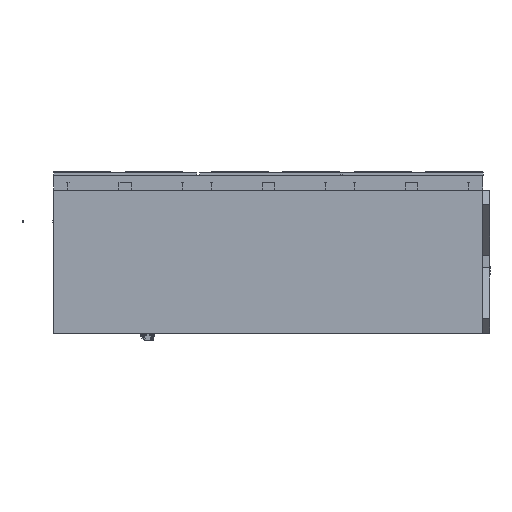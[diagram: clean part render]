
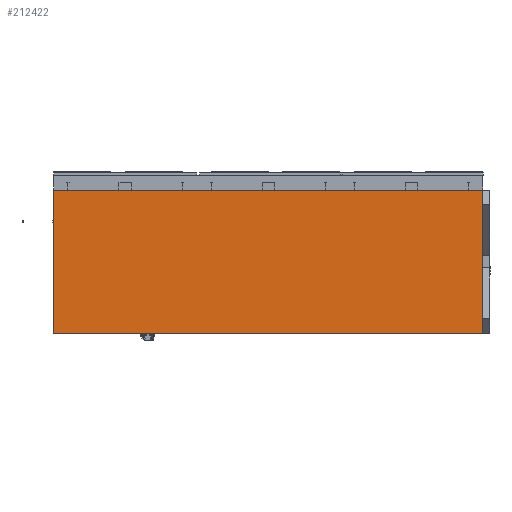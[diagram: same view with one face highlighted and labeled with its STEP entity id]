
A CAD part, front view. The second image highlights one B-rep face of the part: STEP entity #212422.
In plain terms, the highlighted free-form (B-spline) face has degree [1, 1] with [2, 2] control points.
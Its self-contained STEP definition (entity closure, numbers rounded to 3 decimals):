
#212302 = EDGE_CURVE('',#212303,#212305,#212307,.T.);
#212303 = VERTEX_POINT('',#212304);
#212304 = CARTESIAN_POINT('',(26.372,-5.802,0.));
#212305 = VERTEX_POINT('',#212306);
#212306 = CARTESIAN_POINT('',(-5.274,-5.802,0.));
#212307 = B_SPLINE_CURVE_WITH_KNOTS('',1,(#212308,#212309),
  .UNSPECIFIED.,.F.,.F.,(2,2),(0.,30.),.PIECEWISE_BEZIER_KNOTS.);
#212308 = CARTESIAN_POINT('',(26.372,-5.802,0.));
#212309 = CARTESIAN_POINT('',(-5.274,-5.802,0.));
#212338 = EDGE_CURVE('',#212339,#212303,#212341,.T.);
#212339 = VERTEX_POINT('',#212340);
#212340 = CARTESIAN_POINT('',(26.372,-5.802,
    10.549));
#212341 = B_SPLINE_CURVE_WITH_KNOTS('',1,(#212342,#212343),
  .UNSPECIFIED.,.F.,.F.,(2,2),(0.,10.),.PIECEWISE_BEZIER_KNOTS.);
#212342 = CARTESIAN_POINT('',(26.372,-5.802,
    10.549));
#212343 = CARTESIAN_POINT('',(26.372,-5.802,0.));
#212366 = EDGE_CURVE('',#212367,#212339,#212369,.T.);
#212367 = VERTEX_POINT('',#212368);
#212368 = CARTESIAN_POINT('',(-5.274,-5.802,
    10.549));
#212369 = B_SPLINE_CURVE_WITH_KNOTS('',1,(#212370,#212371),
  .UNSPECIFIED.,.F.,.F.,(2,2),(0.,30.),.PIECEWISE_BEZIER_KNOTS.);
#212370 = CARTESIAN_POINT('',(-5.274,-5.802,
    10.549));
#212371 = CARTESIAN_POINT('',(26.372,-5.802,
    10.549));
#212394 = EDGE_CURVE('',#212305,#212367,#212395,.T.);
#212395 = B_SPLINE_CURVE_WITH_KNOTS('',1,(#212396,#212397),
  .UNSPECIFIED.,.F.,.F.,(2,2),(0.,10.),.PIECEWISE_BEZIER_KNOTS.);
#212396 = CARTESIAN_POINT('',(-5.274,-5.802,0.));
#212397 = CARTESIAN_POINT('',(-5.274,-5.802,
    10.549));
#212422 = ADVANCED_FACE('',(#212423),#212429,.F.);
#212423 = FACE_BOUND('',#212424,.T.);
#212424 = EDGE_LOOP('',(#212425,#212426,#212427,#212428));
#212425 = ORIENTED_EDGE('',*,*,#212394,.F.);
#212426 = ORIENTED_EDGE('',*,*,#212302,.F.);
#212427 = ORIENTED_EDGE('',*,*,#212338,.F.);
#212428 = ORIENTED_EDGE('',*,*,#212366,.F.);
#212429 = B_SPLINE_SURFACE_WITH_KNOTS('',1,1,(
    (#212430,#212431)
    ,(#212432,#212433
  )),.UNSPECIFIED.,.F.,.F.,.F.,(2,2),(2,2),(-15.,15.),(-5.,5.),
  .PIECEWISE_BEZIER_KNOTS.);
#212430 = CARTESIAN_POINT('',(-5.274,-5.802,
    10.549));
#212431 = CARTESIAN_POINT('',(-5.274,-5.802,0.));
#212432 = CARTESIAN_POINT('',(26.372,-5.802,
    10.549));
#212433 = CARTESIAN_POINT('',(26.372,-5.802,0.));
